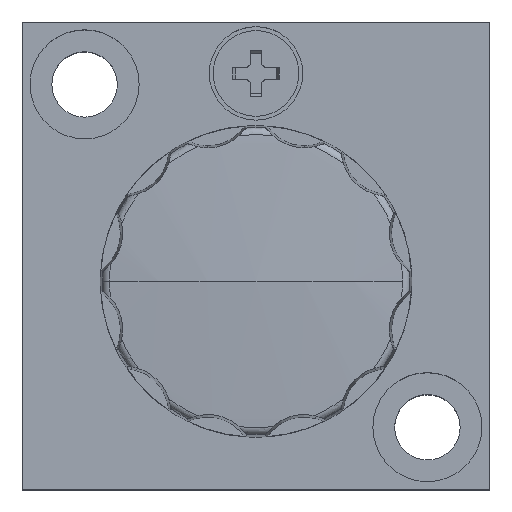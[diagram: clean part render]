
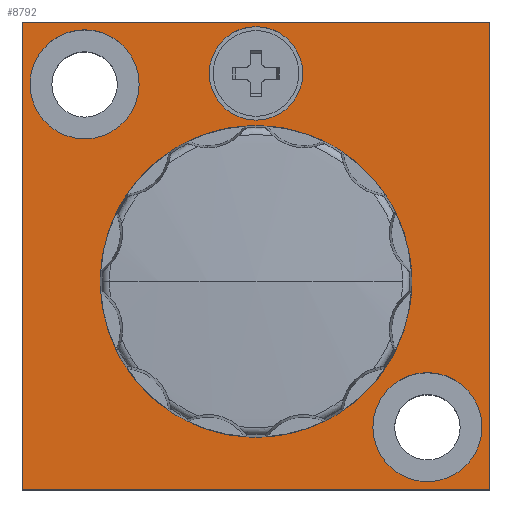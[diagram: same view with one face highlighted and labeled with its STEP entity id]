
A CAD part, top view. The second image highlights one B-rep face of the part: STEP entity #8792.
In plain terms, the highlighted planar face has unit normal (0, 0, 1).
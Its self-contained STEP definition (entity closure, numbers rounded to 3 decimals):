
#80 = ORIENTED_EDGE ( 'NONE', *, *, #4624, .T. ) ;
#133 = DIRECTION ( 'NONE',  ( -1., 0., 0. ) ) ;
#145 = LINE ( 'NONE', #12295, #8942 ) ;
#173 = EDGE_CURVE ( 'NONE', #179, #13359, #145, .T. ) ;
#179 = VERTEX_POINT ( 'NONE', #14197 ) ;
#452 = VERTEX_POINT ( 'NONE', #867 ) ;
#454 = EDGE_CURVE ( 'NONE', #502, #12686, #11598, .T. ) ;
#465 = DIRECTION ( 'NONE',  ( 0., 0., 1. ) ) ;
#502 = VERTEX_POINT ( 'NONE', #7860 ) ;
#669 = CARTESIAN_POINT ( 'NONE',  ( 42.417, 7.377, 50.27 ) ) ;
#813 = FACE_BOUND ( 'NONE', #8049, .T. ) ;
#864 = DIRECTION ( 'NONE',  ( 1., 0., 0. ) ) ;
#867 = CARTESIAN_POINT ( 'NONE',  ( 19.917, 33.377, 50.27 ) ) ;
#930 = CARTESIAN_POINT ( 'NONE',  ( 27.417, 34.077, 50.27 ) ) ;
#1198 = AXIS2_PLACEMENT_3D ( 'NONE', #14621, #7760, #864 ) ;
#1236 = CARTESIAN_POINT ( 'NONE',  ( 42.417, 7.377, 50.27 ) ) ;
#1536 = VERTEX_POINT ( 'NONE', #9359 ) ;
#1643 = LINE ( 'NONE', #9949, #10767 ) ;
#1962 = DIRECTION ( 'NONE',  ( -1., 0., 0. ) ) ;
#2009 = AXIS2_PLACEMENT_3D ( 'NONE', #930, #8969, #2103 ) ;
#2028 = CARTESIAN_POINT ( 'NONE',  ( 12.417, 7.377, 50.27 ) ) ;
#2055 = AXIS2_PLACEMENT_3D ( 'NONE', #13888, #7009, #133 ) ;
#2103 = DIRECTION ( 'NONE',  ( 1., 0., 0. ) ) ;
#2511 = DIRECTION ( 'NONE',  ( -1., 0., 0. ) ) ;
#2585 = EDGE_CURVE ( 'NONE', #4226, #1536, #7272, .T. ) ;
#3210 = CARTESIAN_POINT ( 'NONE',  ( 27.417, 20.677, 50.27 ) ) ;
#3313 = DIRECTION ( 'NONE',  ( 0., 0., 1. ) ) ;
#3442 = EDGE_CURVE ( 'NONE', #1536, #4226, #13510, .T. ) ;
#3471 = CARTESIAN_POINT ( 'NONE',  ( 41.917, 11.377, 50.27 ) ) ;
#3529 = VECTOR ( 'NONE', #2511, 1000. ) ;
#3641 = EDGE_CURVE ( 'NONE', #12686, #502, #8488, .T. ) ;
#3729 = ORIENTED_EDGE ( 'NONE', *, *, #3442, .F. ) ;
#3765 = CARTESIAN_POINT ( 'NONE',  ( 12.417, 7.377, 50.27 ) ) ;
#3860 = FACE_BOUND ( 'NONE', #10138, .T. ) ;
#3940 = CARTESIAN_POINT ( 'NONE',  ( 27.417, 11.577, 50.27 ) ) ;
#4001 = CARTESIAN_POINT ( 'NONE',  ( 34.917, 11.377, 50.27 ) ) ;
#4040 = EDGE_LOOP ( 'NONE', ( #80, #5743, #9480, #8958 ) ) ;
#4156 = CARTESIAN_POINT ( 'NONE',  ( 38.417, 11.377, 50.27 ) ) ;
#4196 = EDGE_CURVE ( 'NONE', #179, #14472, #1643, .T. ) ;
#4226 = VERTEX_POINT ( 'NONE', #6621 ) ;
#4244 = EDGE_LOOP ( 'NONE', ( #9133, #11626 ) ) ;
#4278 = CIRCLE ( 'NONE', #7047, 3.5 ) ;
#4370 = DIRECTION ( 'NONE',  ( 0., -1., 0. ) ) ;
#4428 = VERTEX_POINT ( 'NONE', #3765 ) ;
#4476 = AXIS2_PLACEMENT_3D ( 'NONE', #10174, #3313, #11340 ) ;
#4624 = EDGE_CURVE ( 'NONE', #14472, #4428, #8434, .T. ) ;
#5139 = CARTESIAN_POINT ( 'NONE',  ( 16.417, 33.377, 50.27 ) ) ;
#5225 = CARTESIAN_POINT ( 'NONE',  ( 27.417, 20.677, 50.27 ) ) ;
#5239 = ORIENTED_EDGE ( 'NONE', *, *, #5878, .F. ) ;
#5342 = DIRECTION ( 'NONE',  ( 1., 0., 0. ) ) ;
#5663 = CARTESIAN_POINT ( 'NONE',  ( 12.917, 33.377, 50.27 ) ) ;
#5743 = ORIENTED_EDGE ( 'NONE', *, *, #6349, .F. ) ;
#5878 = EDGE_CURVE ( 'NONE', #10802, #452, #14000, .T. ) ;
#6226 = AXIS2_PLACEMENT_3D ( 'NONE', #3210, #11235, #4370 ) ;
#6276 = DIRECTION ( 'NONE',  ( 1., 0., 0. ) ) ;
#6349 = EDGE_CURVE ( 'NONE', #13359, #4428, #6950, .T. ) ;
#6621 = CARTESIAN_POINT ( 'NONE',  ( 30.417, 34.077, 50.27 ) ) ;
#6931 = FACE_BOUND ( 'NONE', #4244, .T. ) ;
#6949 = ORIENTED_EDGE ( 'NONE', *, *, #3641, .F. ) ;
#6950 = LINE ( 'NONE', #1236, #3529 ) ;
#6999 = ORIENTED_EDGE ( 'NONE', *, *, #7846, .F. ) ;
#7009 = DIRECTION ( 'NONE',  ( 0., 0., -1. ) ) ;
#7047 = AXIS2_PLACEMENT_3D ( 'NONE', #7339, #465, #8499 ) ;
#7272 = CIRCLE ( 'NONE', #4476, 3. ) ;
#7339 = CARTESIAN_POINT ( 'NONE',  ( 16.417, 33.377, 50.27 ) ) ;
#7550 = DIRECTION ( 'NONE',  ( 0., -1., 0. ) ) ;
#7760 = DIRECTION ( 'NONE',  ( 0., 0., 1. ) ) ;
#7846 = EDGE_CURVE ( 'NONE', #452, #10802, #4278, .T. ) ;
#7860 = CARTESIAN_POINT ( 'NONE',  ( 27.417, 29.777, 50.27 ) ) ;
#8049 = EDGE_LOOP ( 'NONE', ( #9910, #3729 ) ) ;
#8434 = LINE ( 'NONE', #2028, #8779 ) ;
#8451 = CIRCLE ( 'NONE', #1198, 3.5 ) ;
#8488 = CIRCLE ( 'NONE', #6226, 9.1 ) ;
#8499 = DIRECTION ( 'NONE',  ( 1., 0., 0. ) ) ;
#8723 = EDGE_LOOP ( 'NONE', ( #6999, #5239 ) ) ;
#8779 = VECTOR ( 'NONE', #13498, 1000. ) ;
#8792 = ADVANCED_FACE ( 'NONE', ( #6931, #9955, #813, #3860, #12650 ), #10245, .F. ) ;
#8942 = VECTOR ( 'NONE', #7550, 1000. ) ;
#8958 = ORIENTED_EDGE ( 'NONE', *, *, #4196, .T. ) ;
#8969 = DIRECTION ( 'NONE',  ( 0., 0., 1. ) ) ;
#9133 = ORIENTED_EDGE ( 'NONE', *, *, #11238, .F. ) ;
#9219 = VERTEX_POINT ( 'NONE', #3471 ) ;
#9359 = CARTESIAN_POINT ( 'NONE',  ( 24.417, 34.077, 50.27 ) ) ;
#9480 = ORIENTED_EDGE ( 'NONE', *, *, #173, .F. ) ;
#9910 = ORIENTED_EDGE ( 'NONE', *, *, #2585, .F. ) ;
#9949 = CARTESIAN_POINT ( 'NONE',  ( 42.417, 37.377, 50.27 ) ) ;
#9955 = FACE_BOUND ( 'NONE', #8723, .T. ) ;
#10138 = EDGE_LOOP ( 'NONE', ( #6949, #12106 ) ) ;
#10174 = CARTESIAN_POINT ( 'NONE',  ( 27.417, 34.077, 50.27 ) ) ;
#10245 = PLANE ( 'NONE',  #2055 ) ;
#10655 = CIRCLE ( 'NONE', #12983, 3.5 ) ;
#10767 = VECTOR ( 'NONE', #1962, 1000. ) ;
#10802 = VERTEX_POINT ( 'NONE', #5663 ) ;
#10808 = DIRECTION ( 'NONE',  ( 0., -1., 0. ) ) ;
#11235 = DIRECTION ( 'NONE',  ( 0., 0., 1. ) ) ;
#11238 = EDGE_CURVE ( 'NONE', #9219, #14249, #8451, .T. ) ;
#11340 = DIRECTION ( 'NONE',  ( 1., 0., 0. ) ) ;
#11598 = CIRCLE ( 'NONE', #12820, 9.1 ) ;
#11626 = ORIENTED_EDGE ( 'NONE', *, *, #14301, .F. ) ;
#12106 = ORIENTED_EDGE ( 'NONE', *, *, #454, .F. ) ;
#12145 = DIRECTION ( 'NONE',  ( 0., 0., 1. ) ) ;
#12181 = DIRECTION ( 'NONE',  ( 0., 0., 1. ) ) ;
#12295 = CARTESIAN_POINT ( 'NONE',  ( 42.417, 7.377, 50.27 ) ) ;
#12650 = FACE_OUTER_BOUND ( 'NONE', #4040, .T. ) ;
#12686 = VERTEX_POINT ( 'NONE', #3940 ) ;
#12820 = AXIS2_PLACEMENT_3D ( 'NONE', #5225, #12145, #10808 ) ;
#12983 = AXIS2_PLACEMENT_3D ( 'NONE', #4156, #12181, #5342 ) ;
#13124 = DIRECTION ( 'NONE',  ( 0., 0., 1. ) ) ;
#13359 = VERTEX_POINT ( 'NONE', #669 ) ;
#13498 = DIRECTION ( 'NONE',  ( 0., -1., 0. ) ) ;
#13510 = CIRCLE ( 'NONE', #2009, 3. ) ;
#13548 = AXIS2_PLACEMENT_3D ( 'NONE', #5139, #13124, #6276 ) ;
#13593 = CARTESIAN_POINT ( 'NONE',  ( 12.417, 37.377, 50.27 ) ) ;
#13888 = CARTESIAN_POINT ( 'NONE',  ( 42.417, 7.377, 50.27 ) ) ;
#14000 = CIRCLE ( 'NONE', #13548, 3.5 ) ;
#14197 = CARTESIAN_POINT ( 'NONE',  ( 42.417, 37.377, 50.27 ) ) ;
#14249 = VERTEX_POINT ( 'NONE', #4001 ) ;
#14301 = EDGE_CURVE ( 'NONE', #14249, #9219, #10655, .T. ) ;
#14472 = VERTEX_POINT ( 'NONE', #13593 ) ;
#14621 = CARTESIAN_POINT ( 'NONE',  ( 38.417, 11.377, 50.27 ) ) ;
